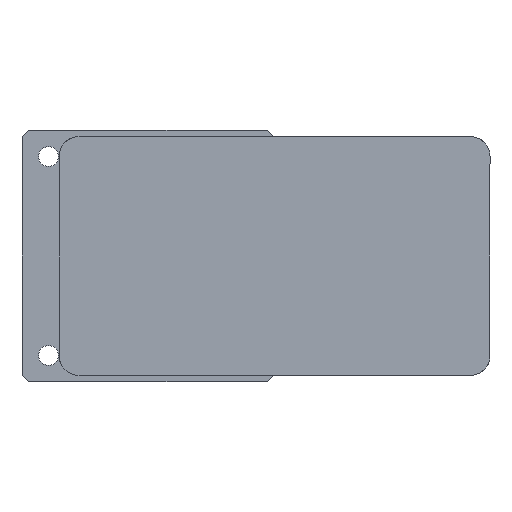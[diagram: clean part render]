
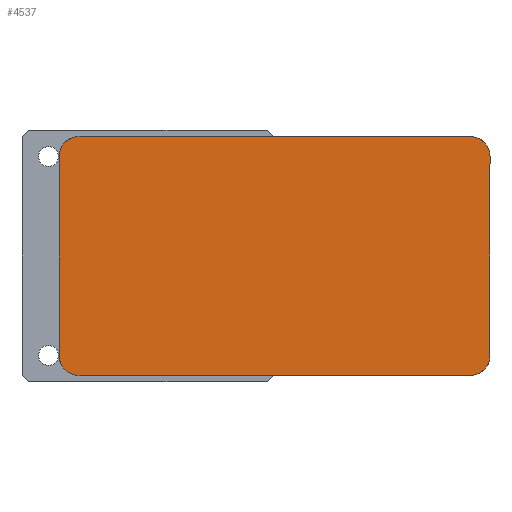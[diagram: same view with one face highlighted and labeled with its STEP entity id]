
A CAD part, front view. The second image highlights one B-rep face of the part: STEP entity #4537.
In plain terms, the highlighted face is planar.
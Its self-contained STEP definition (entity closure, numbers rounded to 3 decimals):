
#1099 = VERTEX_POINT ( 'NONE', #33374 ) ;
#1766 = CARTESIAN_POINT ( 'NONE',  ( -90.001, -52.001, 1557. ) ) ;
#4485 = DIRECTION ( 'NONE',  ( 0., 0., 1. ) ) ;
#4537 = ADVANCED_FACE ( 'NONE', ( #8259 ), #47105, .T. ) ;
#4899 = CIRCLE ( 'NONE', #5913, 15.001 ) ;
#5608 = EDGE_LOOP ( 'NONE', ( #50497, #31928, #42732, #50290, #8537, #26478, #9272, #45821 ) ) ;
#5913 = AXIS2_PLACEMENT_3D ( 'NONE', #35192, #40027, #35377 ) ;
#7293 = DIRECTION ( 'NONE',  ( 1., 0., 0. ) ) ;
#7514 = EDGE_CURVE ( 'NONE', #32239, #1099, #43032, .T. ) ;
#8024 = AXIS2_PLACEMENT_3D ( 'NONE', #48782, #18513, #27392 ) ;
#8223 = VERTEX_POINT ( 'NONE', #29979 ) ;
#8259 = FACE_OUTER_BOUND ( 'NONE', #5608, .T. ) ;
#8537 = ORIENTED_EDGE ( 'NONE', *, *, #12386, .T. ) ;
#8657 = VECTOR ( 'NONE', #17579, 1000. ) ;
#9062 = VERTEX_POINT ( 'NONE', #23345 ) ;
#9272 = ORIENTED_EDGE ( 'NONE', *, *, #10577, .T. ) ;
#9441 = DIRECTION ( 'NONE',  ( 0., -1., 0. ) ) ;
#9484 = CARTESIAN_POINT ( 'NONE',  ( 75., 258., 1557. ) ) ;
#10377 = CIRCLE ( 'NONE', #41510, 15.001 ) ;
#10577 = EDGE_CURVE ( 'NONE', #29059, #8223, #4899, .T. ) ;
#12087 = VECTOR ( 'NONE', #44005, 1000. ) ;
#12386 = EDGE_CURVE ( 'NONE', #1099, #30678, #49361, .T. ) ;
#13270 = EDGE_CURVE ( 'NONE', #30678, #29059, #30658, .T. ) ;
#14131 = DIRECTION ( 'NONE',  ( 1., 0., 0. ) ) ;
#16200 = EDGE_CURVE ( 'NONE', #30813, #50578, #28320, .T. ) ;
#17579 = DIRECTION ( 'NONE',  ( 0., 1., 0. ) ) ;
#17732 = CARTESIAN_POINT ( 'NONE',  ( 75., 242.999, 1557. ) ) ;
#18431 = LINE ( 'NONE', #21889, #52894 ) ;
#18513 = DIRECTION ( 'NONE',  ( 0., 0., 1. ) ) ;
#19095 = DIRECTION ( 'NONE',  ( 0., 0., 1. ) ) ;
#20325 = DIRECTION ( 'NONE',  ( 0., 0., 1. ) ) ;
#20709 = CARTESIAN_POINT ( 'NONE',  ( 75., 258., 1557. ) ) ;
#21760 = EDGE_CURVE ( 'NONE', #9062, #32239, #10377, .T. ) ;
#21889 = CARTESIAN_POINT ( 'NONE',  ( -75., -67.002, 1557. ) ) ;
#22272 = DIRECTION ( 'NONE',  ( 1., 0., 0. ) ) ;
#23098 = CARTESIAN_POINT ( 'NONE',  ( 90.001, -52.001, 1557. ) ) ;
#23345 = CARTESIAN_POINT ( 'NONE',  ( 75., -67.002, 1557. ) ) ;
#26478 = ORIENTED_EDGE ( 'NONE', *, *, #13270, .T. ) ;
#27392 = DIRECTION ( 'NONE',  ( 1., 0., 0. ) ) ;
#28320 = CIRCLE ( 'NONE', #8024, 15.001 ) ;
#29059 = VERTEX_POINT ( 'NONE', #48169 ) ;
#29979 = CARTESIAN_POINT ( 'NONE',  ( -90.001, 242.999, 1557. ) ) ;
#30658 = LINE ( 'NONE', #20709, #12087 ) ;
#30678 = VERTEX_POINT ( 'NONE', #9484 ) ;
#30813 = VERTEX_POINT ( 'NONE', #1766 ) ;
#31928 = ORIENTED_EDGE ( 'NONE', *, *, #40326, .T. ) ;
#32239 = VERTEX_POINT ( 'NONE', #23098 ) ;
#33374 = CARTESIAN_POINT ( 'NONE',  ( 90.001, 242.999, 1557. ) ) ;
#34526 = VECTOR ( 'NONE', #9441, 1000. ) ;
#34729 = CARTESIAN_POINT ( 'NONE',  ( -75., -67.002, 1557. ) ) ;
#34766 = AXIS2_PLACEMENT_3D ( 'NONE', #46716, #20325, #7293 ) ;
#34877 = DIRECTION ( 'NONE',  ( 1., 0., 0. ) ) ;
#35192 = CARTESIAN_POINT ( 'NONE',  ( -75., 242.999, 1557. ) ) ;
#35377 = DIRECTION ( 'NONE',  ( 1., 0., 0. ) ) ;
#39683 = CARTESIAN_POINT ( 'NONE',  ( -90.001, 242.999, 1557. ) ) ;
#40027 = DIRECTION ( 'NONE',  ( 0., 0., 1. ) ) ;
#40326 = EDGE_CURVE ( 'NONE', #50578, #9062, #18431, .T. ) ;
#41067 = CARTESIAN_POINT ( 'NONE',  ( 75., -52.001, 1557. ) ) ;
#41510 = AXIS2_PLACEMENT_3D ( 'NONE', #41067, #19095, #14131 ) ;
#42732 = ORIENTED_EDGE ( 'NONE', *, *, #21760, .T. ) ;
#43032 = LINE ( 'NONE', #44166, #8657 ) ;
#44005 = DIRECTION ( 'NONE',  ( -1., 0., 0. ) ) ;
#44166 = CARTESIAN_POINT ( 'NONE',  ( 90.001, -52.001, 1557. ) ) ;
#45821 = ORIENTED_EDGE ( 'NONE', *, *, #49412, .T. ) ;
#46716 = CARTESIAN_POINT ( 'NONE',  ( -75., -52.001, 1557. ) ) ;
#47105 = PLANE ( 'NONE',  #34766 ) ;
#48169 = CARTESIAN_POINT ( 'NONE',  ( -75., 258., 1557. ) ) ;
#48782 = CARTESIAN_POINT ( 'NONE',  ( -75., -52.001, 1557. ) ) ;
#49003 = LINE ( 'NONE', #39683, #34526 ) ;
#49361 = CIRCLE ( 'NONE', #50574, 15.001 ) ;
#49412 = EDGE_CURVE ( 'NONE', #8223, #30813, #49003, .T. ) ;
#50290 = ORIENTED_EDGE ( 'NONE', *, *, #7514, .T. ) ;
#50497 = ORIENTED_EDGE ( 'NONE', *, *, #16200, .T. ) ;
#50574 = AXIS2_PLACEMENT_3D ( 'NONE', #17732, #4485, #34877 ) ;
#50578 = VERTEX_POINT ( 'NONE', #34729 ) ;
#52894 = VECTOR ( 'NONE', #22272, 1000. ) ;
